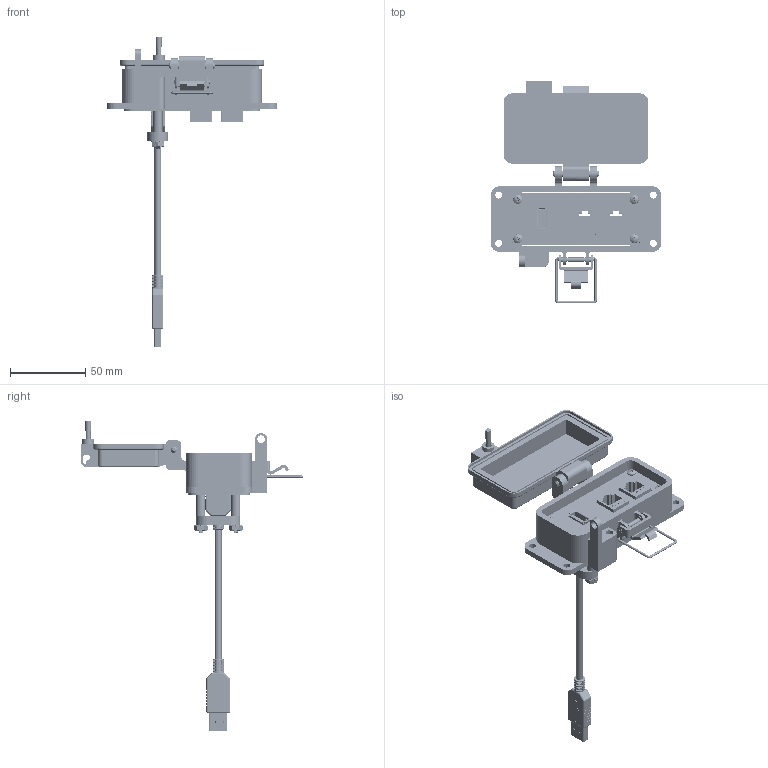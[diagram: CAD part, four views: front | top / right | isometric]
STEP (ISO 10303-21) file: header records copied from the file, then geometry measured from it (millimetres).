
FILE_DESCRIPTION (( 'STEP AP203' ), '1' );
FILE_NAME ('P-P11R2#2-F3RX_3D.STEP', '2020-06-05T15:25:49', ( '' ), ( '' ), 'SwSTEP 2.0', 'SolidWorks 2019', '' );
FILE_SCHEMA (( 'CONFIG_CONTROL_DESIGN' ));
Length unit declared in the file: millimetre
Products named in the file (17): P-P11R2#2-F3RX_FP060_1; Z-300-RJ45CAT5; -F3; R2; Z-020-3047; Z-H-F3_B; Z-002-632516HN_90675A007; P-P11R2#2-F3RX_3D; P-P11R2#2-F3RX_BP180_1; Z-001-SPR_1-1_4; Z-000-4243316TFP; P11; 632FH_1-3_4-IN; 92005A124_METRIC PAN HEAD PHILLIPS MACHINE SCREW_92005A124; P-P11R2#2-F3RX_TP060_1; P-P11R2#2-F3RX_TP240_1
Assembly tree (25 placements, depth 3):
  P-P11R2#2-F3RX_3D
    P-P11R2#2-F3RX_BP180_1
    P-P11R2#2-F3RX_TP060_1
    P11
      Z-020-3047
    P-P11R2#2-F3RX_TP240_1
    632FH_1-3_4-IN  x2
    Z-001-SPR_1-1_4  x2
    Z-002-632516HN_90675A007  x2
    Z-000-4243316TFP  x3
    P-P11R2#2-F3RX_FP060_1
    R2
      Z-300-RJ45CAT5
    R2
      Z-300-RJ45CAT5
    -F3
      Z-H-F3_B
    92005A124_METRIC PAN HEAD PHILLIPS MACHINE SCREW_92005A124  x4
Bounding box: 113 x 147.61 x 205.72 mm (x, y, z)
Volume: 106064.6 mm3; surface area: 88089.4 mm2
Topology: 39 solids, 39 shells, 3721 faces, 10521 edges, 6920 vertices
Faces by surface type: cylinder 1614, plane 1498, bspline 434, cone 151, torus 16, sphere 8
Entity records: 96737 total; most frequent: CARTESIAN_POINT 35247, ORIENTED_EDGE 13584, DIRECTION 10941, EDGE_CURVE 6792, VERTEX_POINT 4471, VECTOR 3955, LINE 3955, AXIS2_PLACEMENT_3D 3493
